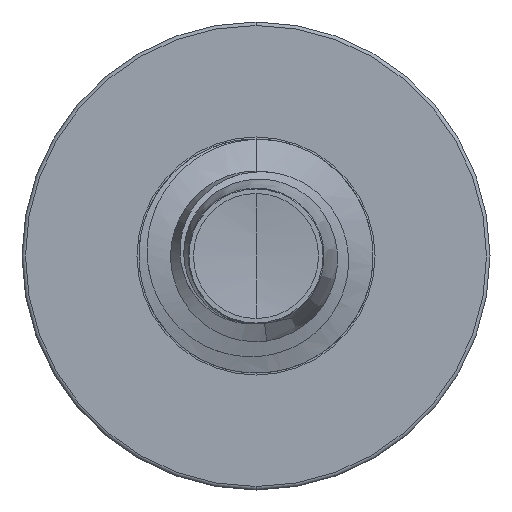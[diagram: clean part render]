
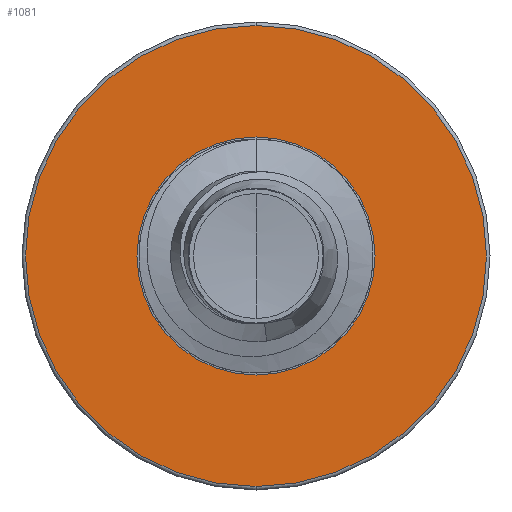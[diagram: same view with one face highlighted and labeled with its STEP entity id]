
A CAD part, front view. The second image highlights one B-rep face of the part: STEP entity #1081.
In plain terms, the highlighted planar face has unit normal (0, -1, 0).
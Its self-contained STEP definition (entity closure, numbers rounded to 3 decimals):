
#112 = ORIENTED_EDGE ( 'NONE', *, *, #9639, .F. ) ;
#1081 = ADVANCED_FACE ( 'NONE', ( #9015, #2879 ), #4940, .F. ) ;
#1517 = AXIS2_PLACEMENT_3D ( 'NONE', #9339, #9330, #9320 ) ;
#1915 = CARTESIAN_POINT ( 'NONE',  ( 0., 3.5, -0.916 ) ) ;
#2267 = EDGE_CURVE ( 'NONE', #5634, #6994, #9290, .T. ) ;
#2618 = EDGE_CURVE ( 'NONE', #6994, #5634, #10006, .T. ) ;
#2644 = AXIS2_PLACEMENT_3D ( 'NONE', #2692, #2679, #2670 ) ;
#2670 = DIRECTION ( 'NONE',  ( 0., 0., 1. ) ) ;
#2679 = DIRECTION ( 'NONE',  ( 0., 1., 0. ) ) ;
#2692 = CARTESIAN_POINT ( 'NONE',  ( 0., 3.5, 0. ) ) ;
#2777 = VERTEX_POINT ( 'NONE', #8211 ) ;
#2879 = FACE_BOUND ( 'NONE', #6729, .T. ) ;
#3920 = DIRECTION ( 'NONE',  ( 0., 0., 1. ) ) ;
#3926 = AXIS2_PLACEMENT_3D ( 'NONE', #10094, #10101, #10105 ) ;
#3927 = DIRECTION ( 'NONE',  ( 0., 1., 0. ) ) ;
#4404 = ORIENTED_EDGE ( 'NONE', *, *, #2618, .T. ) ;
#4686 = AXIS2_PLACEMENT_3D ( 'NONE', #7770, #7750, #7746 ) ;
#4940 = PLANE ( 'NONE',  #8891 ) ;
#4944 = CARTESIAN_POINT ( 'NONE',  ( 0., 3.5, -0.916 ) ) ;
#5054 = EDGE_CURVE ( 'NONE', #5108, #2777, #9737, .T. ) ;
#5108 = VERTEX_POINT ( 'NONE', #7788 ) ;
#5634 = VERTEX_POINT ( 'NONE', #6026 ) ;
#6026 = CARTESIAN_POINT ( 'NONE',  ( 0., 3.5, 0.916 ) ) ;
#6413 = ORIENTED_EDGE ( 'NONE', *, *, #2267, .T. ) ;
#6729 = EDGE_LOOP ( 'NONE', ( #6413, #4404 ) ) ;
#6994 = VERTEX_POINT ( 'NONE', #1915 ) ;
#7627 = EDGE_LOOP ( 'NONE', ( #112, #8151 ) ) ;
#7746 = DIRECTION ( 'NONE',  ( 0., 0., 1. ) ) ;
#7750 = DIRECTION ( 'NONE',  ( 0., 1., 0. ) ) ;
#7770 = CARTESIAN_POINT ( 'NONE',  ( 0., 3.5, 0. ) ) ;
#7788 = CARTESIAN_POINT ( 'NONE',  ( 0., 3.5, -1.773 ) ) ;
#8151 = ORIENTED_EDGE ( 'NONE', *, *, #5054, .F. ) ;
#8211 = CARTESIAN_POINT ( 'NONE',  ( 0., 3.5, 1.773 ) ) ;
#8891 = AXIS2_PLACEMENT_3D ( 'NONE', #4944, #3927, #3920 ) ;
#9015 = FACE_OUTER_BOUND ( 'NONE', #7627, .T. ) ;
#9290 = CIRCLE ( 'NONE', #1517, 0.916 ) ;
#9320 = DIRECTION ( 'NONE',  ( 0., 0., 1. ) ) ;
#9330 = DIRECTION ( 'NONE',  ( 0., 1., 0. ) ) ;
#9339 = CARTESIAN_POINT ( 'NONE',  ( 0., 3.5, 0. ) ) ;
#9639 = EDGE_CURVE ( 'NONE', #2777, #5108, #10071, .T. ) ;
#9737 = CIRCLE ( 'NONE', #4686, 1.773 ) ;
#10006 = CIRCLE ( 'NONE', #3926, 0.916 ) ;
#10071 = CIRCLE ( 'NONE', #2644, 1.773 ) ;
#10094 = CARTESIAN_POINT ( 'NONE',  ( 0., 3.5, 0. ) ) ;
#10101 = DIRECTION ( 'NONE',  ( 0., 1., 0. ) ) ;
#10105 = DIRECTION ( 'NONE',  ( 0., 0., 1. ) ) ;
